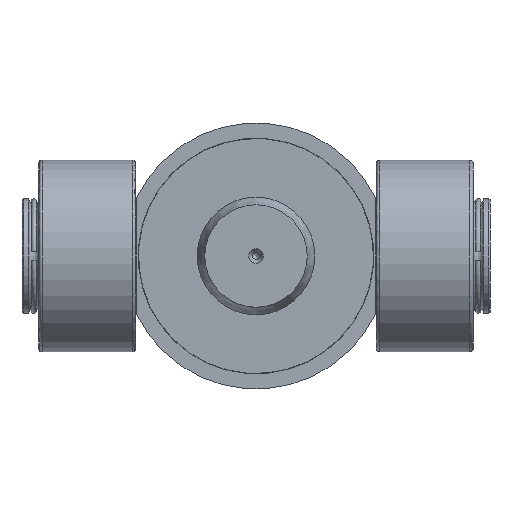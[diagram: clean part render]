
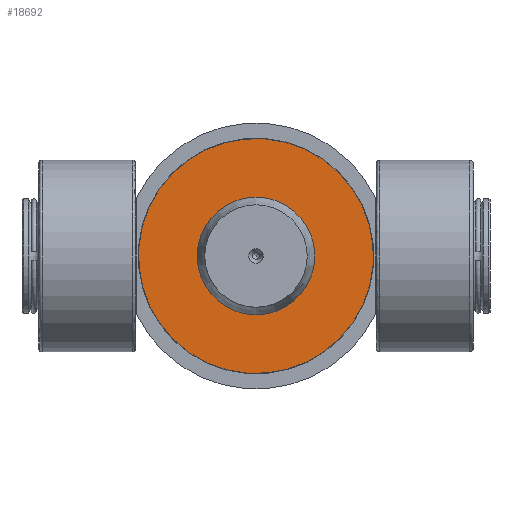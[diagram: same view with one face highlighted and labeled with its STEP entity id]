
A CAD part, front view. The second image highlights one B-rep face of the part: STEP entity #18692.
In plain terms, the highlighted face is planar.
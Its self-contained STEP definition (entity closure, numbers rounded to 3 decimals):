
#4888=PLANE('',#19951);
#5354=FACE_BOUND('',#6952,.T.);
#5827=FACE_OUTER_BOUND('',#6951,.T.);
#6951=EDGE_LOOP('',(#14708));
#6952=EDGE_LOOP('',(#14709));
#7887=CIRCLE('',#19934,31.484);
#7896=CIRCLE('',#19950,69.8);
#8618=VERTEX_POINT('',#30964);
#8627=VERTEX_POINT('',#30989);
#10846=EDGE_CURVE('',#8618,#8618,#7887,.T.);
#10855=EDGE_CURVE('',#8627,#8627,#7896,.T.);
#14708=ORIENTED_EDGE('',*,*,#10855,.F.);
#14709=ORIENTED_EDGE('',*,*,#10846,.T.);
#18692=ADVANCED_FACE('',(#5827,#5354),#4888,.T.);
#19934=AXIS2_PLACEMENT_3D('',#30965,#21791,#21792);
#19950=AXIS2_PLACEMENT_3D('',#30990,#21823,#21824);
#19951=AXIS2_PLACEMENT_3D('',#30991,#21825,#21826);
#21791=DIRECTION('center_axis',(0.,0.,-1.));
#21792=DIRECTION('ref_axis',(1.,0.,0.));
#21823=DIRECTION('center_axis',(0.,0.,-1.));
#21824=DIRECTION('ref_axis',(-1.,0.,0.));
#21825=DIRECTION('center_axis',(0.,0.,1.));
#21826=DIRECTION('ref_axis',(1.,0.,0.));
#30964=CARTESIAN_POINT('',(31.484,0.,12.));
#30965=CARTESIAN_POINT('Origin',(0.,0.,12.));
#30989=CARTESIAN_POINT('',(69.8,0.,12.));
#30990=CARTESIAN_POINT('Origin',(0.,0.,12.));
#30991=CARTESIAN_POINT('Origin',(0.,0.,
12.));
